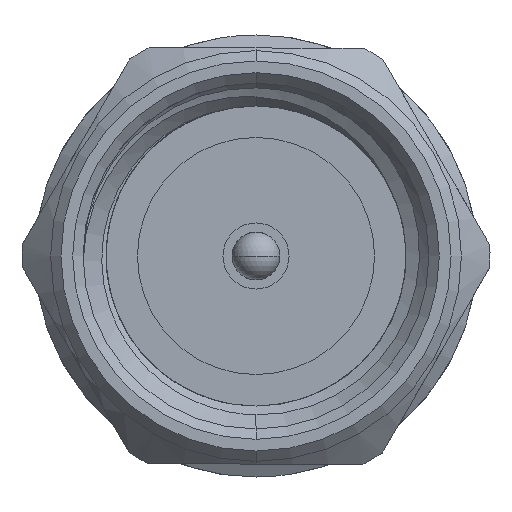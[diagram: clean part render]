
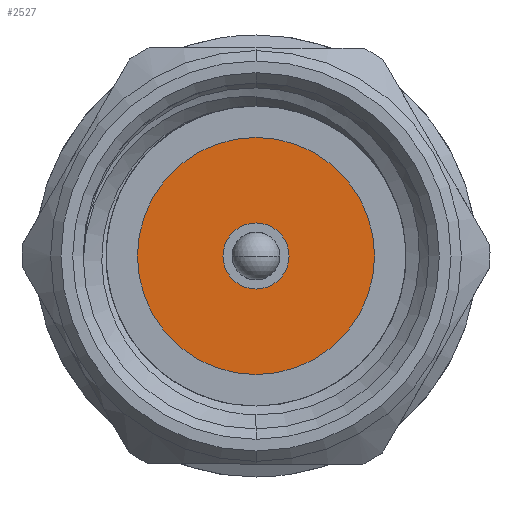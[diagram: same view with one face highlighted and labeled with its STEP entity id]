
A CAD part, left-side view. The second image highlights one B-rep face of the part: STEP entity #2527.
In plain terms, the highlighted planar face has unit normal (-1, 0, 0).
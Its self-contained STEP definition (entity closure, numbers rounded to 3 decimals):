
#11 = EDGE_LOOP ( 'NONE', ( #2056, #1681 ) ) ;
#52 = AXIS2_PLACEMENT_3D ( 'NONE', #390, #716, #3192 ) ;
#158 = CIRCLE ( 'NONE', #2846, 0.635 ) ;
#320 = DIRECTION ( 'NONE',  ( -1., 0., 0. ) ) ;
#390 = CARTESIAN_POINT ( 'NONE',  ( 3.717, 0., 0. ) ) ;
#557 = EDGE_LOOP ( 'NONE', ( #2441, #2352 ) ) ;
#630 = CARTESIAN_POINT ( 'NONE',  ( 3.717, 0., -0.635 ) ) ;
#677 = AXIS2_PLACEMENT_3D ( 'NONE', #1897, #320, #3174 ) ;
#711 = DIRECTION ( 'NONE',  ( -1., 0., 0. ) ) ;
#716 = DIRECTION ( 'NONE',  ( -1., 0., 0. ) ) ;
#775 = CARTESIAN_POINT ( 'NONE',  ( 3.717, 0., 0. ) ) ;
#1055 = DIRECTION ( 'NONE',  ( 0., 0., -1. ) ) ;
#1212 = AXIS2_PLACEMENT_3D ( 'NONE', #2615, #3864, #1055 ) ;
#1409 = DIRECTION ( 'NONE',  ( 0., 0., 1. ) ) ;
#1429 = EDGE_CURVE ( 'NONE', #2266, #3262, #3723, .T. ) ;
#1459 = VERTEX_POINT ( 'NONE', #3230 ) ;
#1681 = ORIENTED_EDGE ( 'NONE', *, *, #2937, .F. ) ;
#1685 = DIRECTION ( 'NONE',  ( 0., 0., 1. ) ) ;
#1695 = VERTEX_POINT ( 'NONE', #630 ) ;
#1747 = FACE_OUTER_BOUND ( 'NONE', #557, .T. ) ;
#1897 = CARTESIAN_POINT ( 'NONE',  ( 3.717, 0., 0. ) ) ;
#2056 = ORIENTED_EDGE ( 'NONE', *, *, #2760, .F. ) ;
#2089 = EDGE_CURVE ( 'NONE', #3262, #2266, #3912, .T. ) ;
#2266 = VERTEX_POINT ( 'NONE', #3353 ) ;
#2352 = ORIENTED_EDGE ( 'NONE', *, *, #2089, .T. ) ;
#2441 = ORIENTED_EDGE ( 'NONE', *, *, #1429, .T. ) ;
#2527 = ADVANCED_FACE ( 'NONE', ( #3305, #1747 ), #3954, .F. ) ;
#2557 = CARTESIAN_POINT ( 'NONE',  ( 3.717, 0., -2.28 ) ) ;
#2615 = CARTESIAN_POINT ( 'NONE',  ( 3.717, 2.28, 0. ) ) ;
#2639 = DIRECTION ( 'NONE',  ( -1., 0., 0. ) ) ;
#2677 = AXIS2_PLACEMENT_3D ( 'NONE', #2958, #2639, #1685 ) ;
#2760 = EDGE_CURVE ( 'NONE', #1459, #1695, #3698, .T. ) ;
#2846 = AXIS2_PLACEMENT_3D ( 'NONE', #775, #711, #1409 ) ;
#2937 = EDGE_CURVE ( 'NONE', #1695, #1459, #158, .T. ) ;
#2958 = CARTESIAN_POINT ( 'NONE',  ( 3.717, 0., 0. ) ) ;
#3174 = DIRECTION ( 'NONE',  ( 0., 0., 1. ) ) ;
#3192 = DIRECTION ( 'NONE',  ( 0., 0., 1. ) ) ;
#3230 = CARTESIAN_POINT ( 'NONE',  ( 3.717, 0., 0.635 ) ) ;
#3262 = VERTEX_POINT ( 'NONE', #2557 ) ;
#3305 = FACE_BOUND ( 'NONE', #11, .T. ) ;
#3353 = CARTESIAN_POINT ( 'NONE',  ( 3.717, 0., 2.28 ) ) ;
#3698 = CIRCLE ( 'NONE', #677, 0.635 ) ;
#3723 = CIRCLE ( 'NONE', #52, 2.28 ) ;
#3864 = DIRECTION ( 'NONE',  ( 1., 0., 0. ) ) ;
#3912 = CIRCLE ( 'NONE', #2677, 2.28 ) ;
#3954 = PLANE ( 'NONE',  #1212 ) ;
